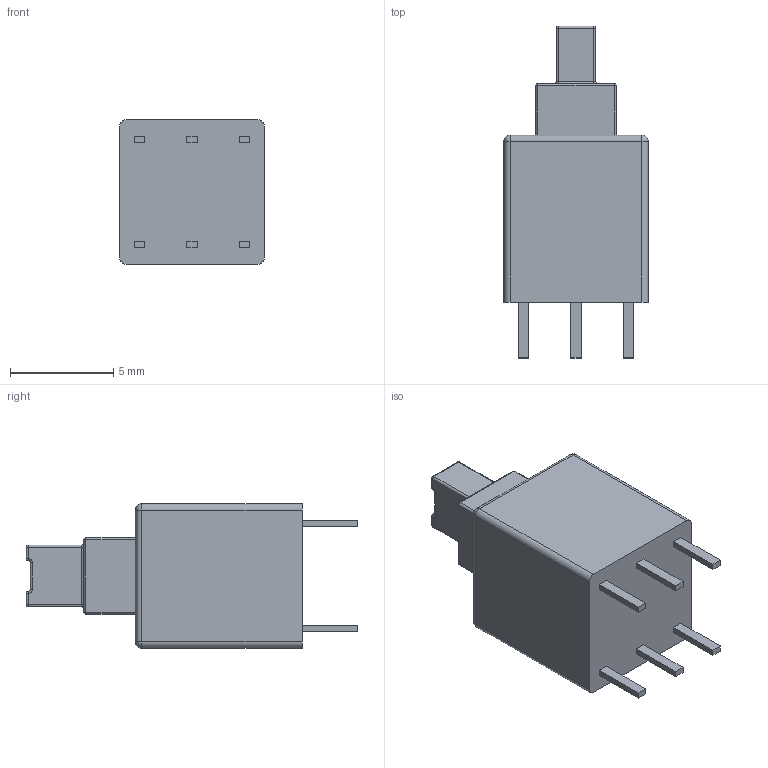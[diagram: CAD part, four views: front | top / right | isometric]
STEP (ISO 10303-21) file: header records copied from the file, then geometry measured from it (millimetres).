
FILE_DESCRIPTION (( 'STEP AP214' ), '1' );
FILE_NAME ('on_off_button.STEP', '2022-12-16T13:57:57', ( '' ), ( '' ), 'SwSTEP 2.0', 'SolidWorks 2022', '' );
FILE_SCHEMA (( 'AUTOMOTIVE_DESIGN' ));
Length unit declared in the file: millimetre
Products named in the file (1): on_off_button
Bounding box: 7 x 16.1 x 7 mm (x, y, z)
Volume: 449.6 mm3; surface area: 405.7 mm2
Topology: 1 solids, 1 shells, 108 faces, 250 edges, 136 vertices
Faces by surface type: plane 48, cylinder 36, sphere 16, torus 8
Entity records: 3906 total; most frequent: DIRECTION 536, CARTESIAN_POINT 479, ORIENTED_EDGE 468, EDGE_CURVE 234, AXIS2_PLACEMENT_3D 193, VECTOR 150, LINE 150, VERTEX_POINT 136
